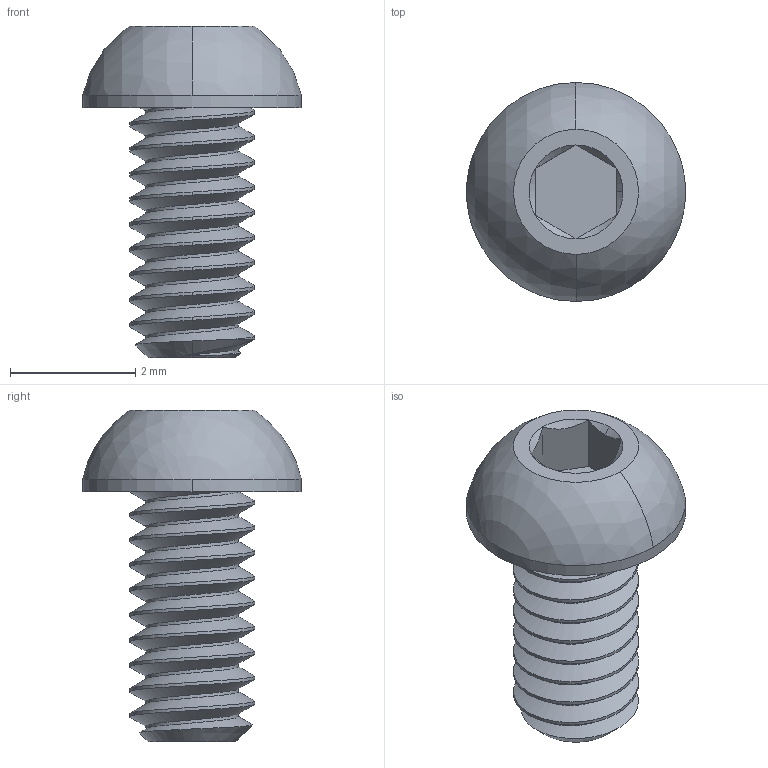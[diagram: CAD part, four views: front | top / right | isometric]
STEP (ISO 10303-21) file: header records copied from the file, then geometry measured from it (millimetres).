
FILE_DESCRIPTION (( 'STEP AP203' ), '1' );
FILE_NAME ('91306A652.step', '2014-03-03T16:36:05', ( '' ), ( '' ), 'SwSTEP 2.0', 'SolidWorks 2012', '' );
FILE_SCHEMA (( 'CONFIG_CONTROL_DESIGN' ));
Length unit declared in the file: millimetre
Products named in the file (1): 91306A652
Bounding box: 3.5 x 3.5 x 5.3 mm (x, y, z)
Volume: 17.8 mm3; surface area: 68.2 mm2
Topology: 1 solids, 1 shells, 46 faces, 114 edges, 72 vertices
Faces by surface type: cylinder 21, cone 10, plane 10, bspline 3, sphere 2
Entity records: 2628 total; most frequent: CARTESIAN_POINT 1607, ORIENTED_EDGE 228, DIRECTION 166, EDGE_CURVE 114, VERTEX_POINT 72, AXIS2_PLACEMENT_3D 65, EDGE_LOOP 48, FACE_OUTER_BOUND 46
